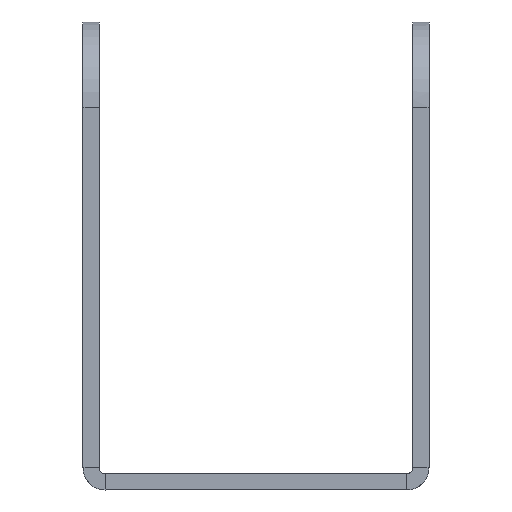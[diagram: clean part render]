
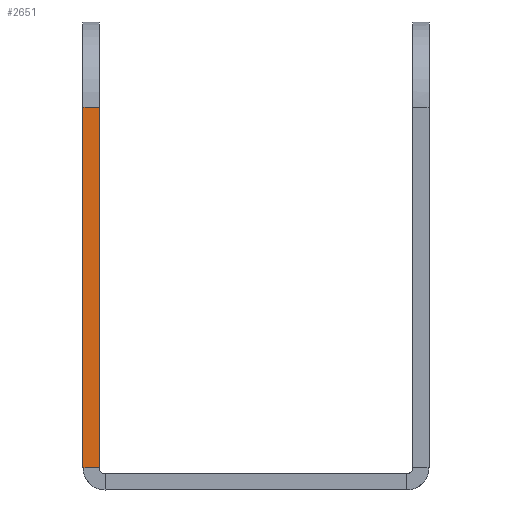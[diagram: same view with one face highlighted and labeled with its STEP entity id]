
A CAD part, left-side view. The second image highlights one B-rep face of the part: STEP entity #2651.
In plain terms, the highlighted free-form (B-spline) face has degree [1, 1] with [2, 2] control points.
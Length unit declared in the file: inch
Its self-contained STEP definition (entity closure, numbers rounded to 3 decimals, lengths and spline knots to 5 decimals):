
#115 = CARTESIAN_POINT ( 'NONE',  ( -0.97328, 0.83597, 5.76992 ) ) ;
#169 = ORIENTED_EDGE ( 'NONE', *, *, #1086, .T. ) ;
#175 = CARTESIAN_POINT ( 'NONE',  ( -0.97328, 0.83597, 5.76992 ) ) ;
#232 = CARTESIAN_POINT ( 'NONE',  ( -0.97425, 0.75684, 7.52263 ) ) ;
#263 = EDGE_LOOP ( 'NONE', ( #1782, #2045, #169, #2368 ) ) ;
#413 = CARTESIAN_POINT ( 'NONE',  ( -0.97328, 0.75723, 5.76992 ) ) ;
#472 = B_SPLINE_SURFACE_WITH_KNOTS ( 'NONE', 1, 1, ( 
 ( #3213, #3226 ),
 ( #2438, #232 ) ),
 .UNSPECIFIED., .F., .F., .F.,
 ( 2, 2 ),
 ( 2, 2 ),
 ( -0.001, 0.201 ),
 ( 9.76812, 14.221 ),
 .UNSPECIFIED. ) ;
#616 = VERTEX_POINT ( 'NONE', #2681 ) ;
#619 = EDGE_CURVE ( 'NONE', #979, #3085, #1263, .T. ) ;
#682 = B_SPLINE_CURVE_WITH_KNOTS ( 'NONE', 1,
 ( #3195, #1933 ),
 .UNSPECIFIED., .F., .F.,
 ( 2, 2 ),
 ( 0., 1. ),
 .UNSPECIFIED. ) ;
#764 = CARTESIAN_POINT ( 'NONE',  ( -0.97425, 0.83597, 7.52223 ) ) ;
#890 = CARTESIAN_POINT ( 'NONE',  ( -0.97425, 0.83597, 7.52223 ) ) ;
#979 = VERTEX_POINT ( 'NONE', #2291 ) ;
#1024 = VERTEX_POINT ( 'NONE', #764 ) ;
#1086 = EDGE_CURVE ( 'NONE', #1024, #3085, #2732, .T. ) ;
#1236 = FACE_OUTER_BOUND ( 'NONE', #263, .T. ) ;
#1263 = B_SPLINE_CURVE_WITH_KNOTS ( 'NONE', 1,
 ( #413, #1410 ),
 .UNSPECIFIED., .F., .F.,
 ( 2, 2 ),
 ( 0., 1. ),
 .UNSPECIFIED. ) ;
#1286 = EDGE_CURVE ( 'NONE', #616, #979, #2454, .T. ) ;
#1410 = CARTESIAN_POINT ( 'NONE',  ( -0.97328, 0.83597, 5.76992 ) ) ;
#1611 = EDGE_CURVE ( 'NONE', #616, #1024, #682, .T. ) ;
#1782 = ORIENTED_EDGE ( 'NONE', *, *, #1286, .F. ) ;
#1827 = CARTESIAN_POINT ( 'NONE',  ( -0.97328, 0.75723, 5.76992 ) ) ;
#1841 = CARTESIAN_POINT ( 'NONE',  ( -0.97425, 0.75723, 7.52223 ) ) ;
#1933 = CARTESIAN_POINT ( 'NONE',  ( -0.97425, 0.83597, 7.52223 ) ) ;
#2045 = ORIENTED_EDGE ( 'NONE', *, *, #1611, .T. ) ;
#2291 = CARTESIAN_POINT ( 'NONE',  ( -0.97328, 0.75723, 5.76992 ) ) ;
#2368 = ORIENTED_EDGE ( 'NONE', *, *, #619, .F. ) ;
#2438 = CARTESIAN_POINT ( 'NONE',  ( -0.97328, 0.75683, 5.76953 ) ) ;
#2454 = B_SPLINE_CURVE_WITH_KNOTS ( 'NONE', 1,
 ( #1841, #1827 ),
 .UNSPECIFIED., .F., .F.,
 ( 2, 2 ),
 ( 0., 1. ),
 .UNSPECIFIED. ) ;
#2651 = ADVANCED_FACE ( 'NONE', ( #1236 ), #472, .T. ) ;
#2681 = CARTESIAN_POINT ( 'NONE',  ( -0.97425, 0.75723, 7.52223 ) ) ;
#2732 = B_SPLINE_CURVE_WITH_KNOTS ( 'NONE', 1,
 ( #890, #115 ),
 .UNSPECIFIED., .F., .F.,
 ( 2, 2 ),
 ( 0., 1. ),
 .UNSPECIFIED. ) ;
#3085 = VERTEX_POINT ( 'NONE', #175 ) ;
#3195 = CARTESIAN_POINT ( 'NONE',  ( -0.97425, 0.75723, 7.52223 ) ) ;
#3213 = CARTESIAN_POINT ( 'NONE',  ( -0.97328, 0.83636, 5.76953 ) ) ;
#3226 = CARTESIAN_POINT ( 'NONE',  ( -0.97425, 0.83637, 7.52263 ) ) ;
